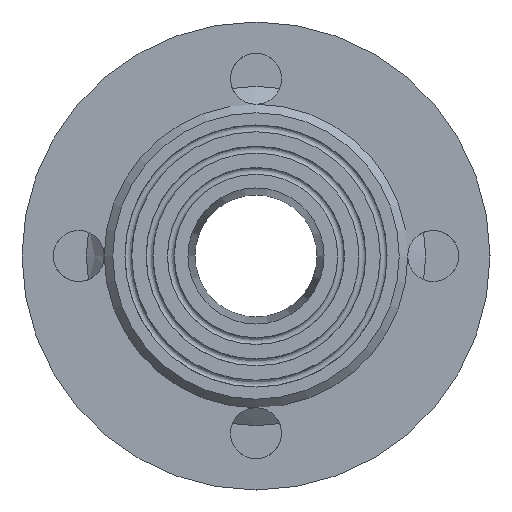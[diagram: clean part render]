
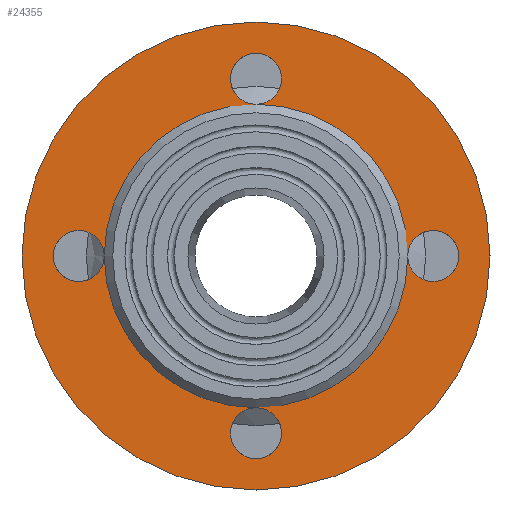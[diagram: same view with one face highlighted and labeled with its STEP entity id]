
A CAD part, front view. The second image highlights one B-rep face of the part: STEP entity #24355.
In plain terms, the highlighted planar face has unit normal (0, -1, 0).
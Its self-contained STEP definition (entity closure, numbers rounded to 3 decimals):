
#24035=CARTESIAN_POINT('',(0.,3.,-53.5));
#24036=VERTEX_POINT('',#24035);
#24037=CARTESIAN_POINT('',(0.,3.,-62.5));
#24038=DIRECTION('',(0.0,1.0,0.0));
#24039=DIRECTION('',(0.0,0.0,-1.0));
#24040=AXIS2_PLACEMENT_3D('',#24037,#24038,#24039);
#24041=CIRCLE('',#24040,9.0);
#24042=EDGE_CURVE('',#24036,#24036,#24041,.T.);
#24088=CARTESIAN_POINT('',(53.5,3.,0.));
#24089=VERTEX_POINT('',#24088);
#24090=CARTESIAN_POINT('',(62.5,3.,0.));
#24091=DIRECTION('',(0.0,1.0,0.0));
#24092=DIRECTION('',(1.0,0.0,0.0));
#24093=AXIS2_PLACEMENT_3D('',#24090,#24091,#24092);
#24094=CIRCLE('',#24093,9.0);
#24095=EDGE_CURVE('',#24089,#24089,#24094,.T.);
#24141=CARTESIAN_POINT('',(0.,3.,53.5));
#24142=VERTEX_POINT('',#24141);
#24143=CARTESIAN_POINT('',(0.,3.,62.5));
#24144=DIRECTION('',(0.0,1.0,0.0));
#24145=DIRECTION('',(0.0,0.0,1.0));
#24146=AXIS2_PLACEMENT_3D('',#24143,#24144,#24145);
#24147=CIRCLE('',#24146,9.0);
#24148=EDGE_CURVE('',#24142,#24142,#24147,.T.);
#24297=CARTESIAN_POINT('',(-68.0,3.,0.0));
#24298=DIRECTION('',(0.0,-1.0,0.0));
#24299=DIRECTION('',(0.0,0.0,-1.0));
#24300=AXIS2_PLACEMENT_3D('',#24297,#24298,#24299);
#24301=PLANE('',#24300);
#24302=CARTESIAN_POINT('',(-82.5,3.,0.0));
#24303=VERTEX_POINT('',#24302);
#24304=CARTESIAN_POINT('',(0.,3.,0.0));
#24305=DIRECTION('',(0.0,1.0,0.0));
#24306=DIRECTION('',(-1.0,0.0,0.0));
#24307=AXIS2_PLACEMENT_3D('',#24304,#24305,#24306);
#24308=CIRCLE('',#24307,82.5);
#24309=EDGE_CURVE('',#24303,#24303,#24308,.T.);
#24310=ORIENTED_EDGE('',*,*,#24309,.F.);
#24311=EDGE_LOOP('',(#24310));
#24312=FACE_OUTER_BOUND('',#24311,.T.);
#24313=CARTESIAN_POINT('',(-53.5,3.,0.0));
#24314=VERTEX_POINT('',#24313);
#24315=CARTESIAN_POINT('',(0.,3.,0.0));
#24316=DIRECTION('',(0.0,1.0,0.0));
#24317=DIRECTION('',(-1.0,0.0,0.0));
#24318=AXIS2_PLACEMENT_3D('',#24315,#24316,#24317);
#24319=CIRCLE('',#24318,53.5);
#24320=EDGE_CURVE('',#24314,#24142,#24319,.T.);
#24321=ORIENTED_EDGE('',*,*,#24320,.T.);
#24322=ORIENTED_EDGE('',*,*,#24148,.T.);
#24323=CARTESIAN_POINT('',(0.,3.,0.0));
#24324=DIRECTION('',(0.0,1.0,0.0));
#24325=DIRECTION('',(-1.0,0.0,0.0));
#24326=AXIS2_PLACEMENT_3D('',#24323,#24324,#24325);
#24327=CIRCLE('',#24326,53.5);
#24328=EDGE_CURVE('',#24142,#24089,#24327,.T.);
#24329=ORIENTED_EDGE('',*,*,#24328,.T.);
#24330=ORIENTED_EDGE('',*,*,#24095,.T.);
#24331=CARTESIAN_POINT('',(0.,3.,0.0));
#24332=DIRECTION('',(0.0,1.0,0.0));
#24333=DIRECTION('',(-1.0,0.0,0.0));
#24334=AXIS2_PLACEMENT_3D('',#24331,#24332,#24333);
#24335=CIRCLE('',#24334,53.5);
#24336=EDGE_CURVE('',#24089,#24036,#24335,.T.);
#24337=ORIENTED_EDGE('',*,*,#24336,.T.);
#24338=ORIENTED_EDGE('',*,*,#24042,.T.);
#24339=CARTESIAN_POINT('',(0.,3.,0.0));
#24340=DIRECTION('',(0.0,1.0,0.0));
#24341=DIRECTION('',(-1.0,0.0,0.0));
#24342=AXIS2_PLACEMENT_3D('',#24339,#24340,#24341);
#24343=CIRCLE('',#24342,53.5);
#24344=EDGE_CURVE('',#24036,#24314,#24343,.T.);
#24345=ORIENTED_EDGE('',*,*,#24344,.T.);
#24346=CARTESIAN_POINT('',(-62.5,3.,0.0));
#24347=DIRECTION('',(0.0,1.0,0.0));
#24348=DIRECTION('',(-1.0,0.0,0.0));
#24349=AXIS2_PLACEMENT_3D('',#24346,#24347,#24348);
#24350=CIRCLE('',#24349,9.0);
#24351=EDGE_CURVE('',#24314,#24314,#24350,.T.);
#24352=ORIENTED_EDGE('',*,*,#24351,.T.);
#24353=EDGE_LOOP('',(#24321,#24322,#24329,#24330,#24337,#24338,#24345,#24352));
#24354=FACE_BOUND('',#24353,.T.);
#24355=ADVANCED_FACE('',(#24312,#24354),#24301,.T.);
